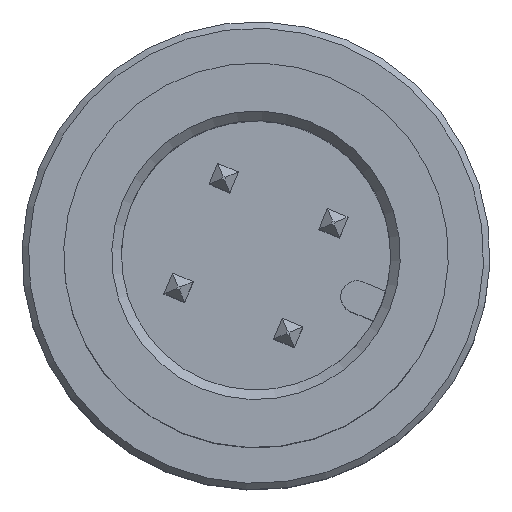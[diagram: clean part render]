
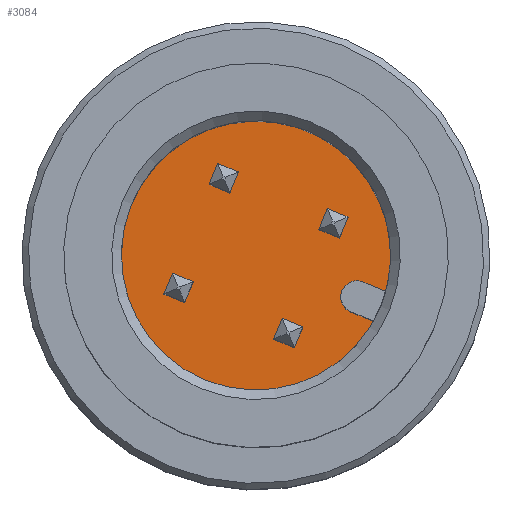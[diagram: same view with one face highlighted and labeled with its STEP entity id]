
A CAD part, top view. The second image highlights one B-rep face of the part: STEP entity #3084.
In plain terms, the highlighted face is planar.
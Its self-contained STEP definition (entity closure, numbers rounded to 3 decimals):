
#1163=CARTESIAN_POINT('',(39.8,-0.5,4.17));
#1164=VERTEX_POINT('',#1163);
#1182=CARTESIAN_POINT('',(39.8,0.5,4.17));
#1183=VERTEX_POINT('',#1182);
#1190=CARTESIAN_POINT('',(39.8,0.0,0.0));
#1191=DIRECTION('',(1.0,0.0,0.0));
#1192=DIRECTION('',(0.0,1.0,0.0));
#1193=AXIS2_PLACEMENT_3D('',#1190,#1191,#1192);
#1194=CIRCLE('',#1193,4.2);
#1195=EDGE_CURVE('',#1164,#1183,#1194,.T.);
#1353=CARTESIAN_POINT('',(39.8,2.2,-1.5));
#1354=VERTEX_POINT('',#1353);
#1361=CARTESIAN_POINT('',(39.8,1.5,-1.5));
#1362=VERTEX_POINT('',#1361);
#1363=CARTESIAN_POINT('',(39.8,1.5,-1.5));
#1364=DIRECTION('',(0.0,1.0,0.0));
#1365=VECTOR('',#1364,0.7);
#1366=LINE('',#1363,#1365);
#1367=EDGE_CURVE('',#1362,#1354,#1366,.T.);
#1384=CARTESIAN_POINT('',(39.8,2.2,-2.2));
#1385=VERTEX_POINT('',#1384);
#1392=CARTESIAN_POINT('',(39.8,2.2,-1.5));
#1393=DIRECTION('',(0.0,0.0,-1.0));
#1394=VECTOR('',#1393,0.7);
#1395=LINE('',#1392,#1394);
#1396=EDGE_CURVE('',#1354,#1385,#1395,.T.);
#1544=CARTESIAN_POINT('',(39.8,-2.2,1.5));
#1545=VERTEX_POINT('',#1544);
#1552=CARTESIAN_POINT('',(39.8,-1.5,1.5));
#1553=VERTEX_POINT('',#1552);
#1554=CARTESIAN_POINT('',(39.8,-1.5,1.5));
#1555=DIRECTION('',(0.0,-1.0,0.0));
#1556=VECTOR('',#1555,0.7);
#1557=LINE('',#1554,#1556);
#1558=EDGE_CURVE('',#1553,#1545,#1557,.T.);
#1575=CARTESIAN_POINT('',(39.8,-2.2,2.2));
#1576=VERTEX_POINT('',#1575);
#1583=CARTESIAN_POINT('',(39.8,-2.2,1.5));
#1584=DIRECTION('',(0.0,0.0,1.0));
#1585=VECTOR('',#1584,0.7);
#1586=LINE('',#1583,#1585);
#1587=EDGE_CURVE('',#1545,#1576,#1586,.T.);
#1735=CARTESIAN_POINT('',(39.8,-2.2,-2.2));
#1736=VERTEX_POINT('',#1735);
#1743=CARTESIAN_POINT('',(39.8,-1.5,-2.2));
#1744=VERTEX_POINT('',#1743);
#1745=CARTESIAN_POINT('',(39.8,-1.5,-2.2));
#1746=DIRECTION('',(0.0,-1.0,0.0));
#1747=VECTOR('',#1746,0.7);
#1748=LINE('',#1745,#1747);
#1749=EDGE_CURVE('',#1744,#1736,#1748,.T.);
#1766=CARTESIAN_POINT('',(39.8,-2.2,-1.5));
#1767=VERTEX_POINT('',#1766);
#1774=CARTESIAN_POINT('',(39.8,-2.2,-2.2));
#1775=DIRECTION('',(0.0,0.0,1.0));
#1776=VECTOR('',#1775,0.7);
#1777=LINE('',#1774,#1776);
#1778=EDGE_CURVE('',#1736,#1767,#1777,.T.);
#1926=CARTESIAN_POINT('',(39.8,2.2,1.5));
#1927=VERTEX_POINT('',#1926);
#1934=CARTESIAN_POINT('',(39.8,2.2,2.2));
#1935=VERTEX_POINT('',#1934);
#1936=CARTESIAN_POINT('',(39.8,2.2,2.2));
#1937=DIRECTION('',(0.0,0.0,-1.0));
#1938=VECTOR('',#1937,0.7);
#1939=LINE('',#1936,#1938);
#1940=EDGE_CURVE('',#1935,#1927,#1939,.T.);
#1957=CARTESIAN_POINT('',(39.8,1.5,1.5));
#1958=VERTEX_POINT('',#1957);
#1965=CARTESIAN_POINT('',(39.8,2.2,1.5));
#1966=DIRECTION('',(0.0,-1.0,0.0));
#1967=VECTOR('',#1966,0.7);
#1968=LINE('',#1965,#1967);
#1969=EDGE_CURVE('',#1927,#1958,#1968,.T.);
#1993=CARTESIAN_POINT('',(39.8,-1.5,-1.5));
#1994=VERTEX_POINT('',#1993);
#2001=CARTESIAN_POINT('',(39.8,-2.2,-1.5));
#2002=DIRECTION('',(0.0,1.0,0.0));
#2003=VECTOR('',#2002,0.7);
#2004=LINE('',#2001,#2003);
#2005=EDGE_CURVE('',#1767,#1994,#2004,.T.);
#2018=CARTESIAN_POINT('',(39.8,-1.5,-1.5));
#2019=DIRECTION('',(0.0,0.0,-1.0));
#2020=VECTOR('',#2019,0.7);
#2021=LINE('',#2018,#2020);
#2022=EDGE_CURVE('',#1994,#1744,#2021,.T.);
#2034=CARTESIAN_POINT('',(39.8,1.5,2.2));
#2035=VERTEX_POINT('',#2034);
#2042=CARTESIAN_POINT('',(39.8,1.5,1.5));
#2043=DIRECTION('',(0.0,0.0,1.0));
#2044=VECTOR('',#2043,0.7);
#2045=LINE('',#2042,#2044);
#2046=EDGE_CURVE('',#1958,#2035,#2045,.T.);
#2059=CARTESIAN_POINT('',(39.8,1.5,2.2));
#2060=DIRECTION('',(0.0,1.0,0.0));
#2061=VECTOR('',#2060,0.7);
#2062=LINE('',#2059,#2061);
#2063=EDGE_CURVE('',#2035,#1935,#2062,.T.);
#2075=CARTESIAN_POINT('',(39.8,-1.5,2.2));
#2076=VERTEX_POINT('',#2075);
#2083=CARTESIAN_POINT('',(39.8,-2.2,2.2));
#2084=DIRECTION('',(0.0,1.0,0.0));
#2085=VECTOR('',#2084,0.7);
#2086=LINE('',#2083,#2085);
#2087=EDGE_CURVE('',#1576,#2076,#2086,.T.);
#2100=CARTESIAN_POINT('',(39.8,-1.5,2.2));
#2101=DIRECTION('',(0.0,0.0,-1.0));
#2102=VECTOR('',#2101,0.7);
#2103=LINE('',#2100,#2102);
#2104=EDGE_CURVE('',#2076,#1553,#2103,.T.);
#2116=CARTESIAN_POINT('',(39.8,1.5,-2.2));
#2117=VERTEX_POINT('',#2116);
#2124=CARTESIAN_POINT('',(39.8,2.2,-2.2));
#2125=DIRECTION('',(0.0,-1.0,0.0));
#2126=VECTOR('',#2125,0.7);
#2127=LINE('',#2124,#2126);
#2128=EDGE_CURVE('',#1385,#2117,#2127,.T.);
#2141=CARTESIAN_POINT('',(39.8,1.5,-2.2));
#2142=DIRECTION('',(0.0,0.0,1.0));
#2143=VECTOR('',#2142,0.7);
#2144=LINE('',#2141,#2143);
#2145=EDGE_CURVE('',#2117,#1362,#2144,.T.);
#2165=CARTESIAN_POINT('',(39.8,0.5,3.4));
#2166=VERTEX_POINT('',#2165);
#2173=CARTESIAN_POINT('',(39.8,0.5,4.17));
#2174=DIRECTION('',(0.0,0.0,-1.0));
#2175=VECTOR('',#2174,0.77);
#2176=LINE('',#2173,#2175);
#2177=EDGE_CURVE('',#1183,#2166,#2176,.T.);
#2196=CARTESIAN_POINT('',(39.8,-0.5,3.4));
#2197=VERTEX_POINT('',#2196);
#2204=CARTESIAN_POINT('',(39.8,0.,3.4));
#2205=DIRECTION('',(-1.0,0.0,0.0));
#2206=DIRECTION('',(0.0,1.0,0.0));
#2207=AXIS2_PLACEMENT_3D('',#2204,#2205,#2206);
#2208=CIRCLE('',#2207,0.5);
#2209=EDGE_CURVE('',#2166,#2197,#2208,.T.);
#2221=CARTESIAN_POINT('',(39.8,-0.5,3.4));
#2222=DIRECTION('',(0.0,0.0,1.0));
#2223=VECTOR('',#2222,0.77);
#2224=LINE('',#2221,#2223);
#2225=EDGE_CURVE('',#2197,#1164,#2224,.T.);
#3049=CARTESIAN_POINT('',(39.8,2.1,0.0));
#3050=DIRECTION('',(1.0,0.0,0.0));
#3051=DIRECTION('',(0.0,0.0,-1.0));
#3052=AXIS2_PLACEMENT_3D('',#3049,#3050,#3051);
#3053=PLANE('',#3052);
#3054=ORIENTED_EDGE('',*,*,#2225,.T.);
#3055=ORIENTED_EDGE('',*,*,#1195,.T.);
#3056=ORIENTED_EDGE('',*,*,#2177,.T.);
#3057=ORIENTED_EDGE('',*,*,#2209,.T.);
#3058=EDGE_LOOP('',(#3054,#3055,#3056,#3057));
#3059=FACE_OUTER_BOUND('',#3058,.T.);
#3060=ORIENTED_EDGE('',*,*,#2005,.T.);
#3061=ORIENTED_EDGE('',*,*,#2022,.T.);
#3062=ORIENTED_EDGE('',*,*,#1749,.T.);
#3063=ORIENTED_EDGE('',*,*,#1778,.T.);
#3064=EDGE_LOOP('',(#3060,#3061,#3062,#3063));
#3065=FACE_BOUND('',#3064,.T.);
#3066=ORIENTED_EDGE('',*,*,#1969,.T.);
#3067=ORIENTED_EDGE('',*,*,#2046,.T.);
#3068=ORIENTED_EDGE('',*,*,#2063,.T.);
#3069=ORIENTED_EDGE('',*,*,#1940,.T.);
#3070=EDGE_LOOP('',(#3066,#3067,#3068,#3069));
#3071=FACE_BOUND('',#3070,.T.);
#3072=ORIENTED_EDGE('',*,*,#2087,.T.);
#3073=ORIENTED_EDGE('',*,*,#2104,.T.);
#3074=ORIENTED_EDGE('',*,*,#1558,.T.);
#3075=ORIENTED_EDGE('',*,*,#1587,.T.);
#3076=EDGE_LOOP('',(#3072,#3073,#3074,#3075));
#3077=FACE_BOUND('',#3076,.T.);
#3078=ORIENTED_EDGE('',*,*,#2128,.T.);
#3079=ORIENTED_EDGE('',*,*,#2145,.T.);
#3080=ORIENTED_EDGE('',*,*,#1367,.T.);
#3081=ORIENTED_EDGE('',*,*,#1396,.T.);
#3082=EDGE_LOOP('',(#3078,#3079,#3080,#3081));
#3083=FACE_BOUND('',#3082,.T.);
#3084=ADVANCED_FACE('',(#3059,#3065,#3071,#3077,#3083),#3053,.T.);
